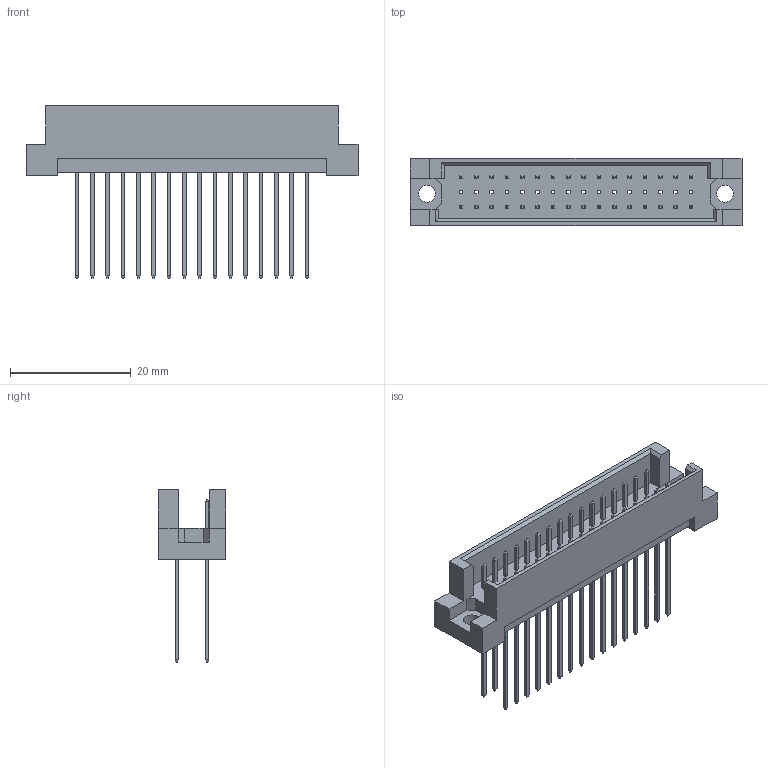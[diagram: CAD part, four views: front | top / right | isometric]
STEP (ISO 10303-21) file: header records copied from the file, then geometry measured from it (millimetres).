
FILE_DESCRIPTION (( 'STEP AP203' ), '1' );
FILE_NAME ('493-132-241-611.STEP', '2019-11-11T20:18:24', ( '' ), ( '' ), 'SwSTEP 2.0', 'SolidWorks 2020', '' );
FILE_SCHEMA (( 'CONFIG_CONTROL_DESIGN' ));
Length unit declared in the file: millimetre
Products named in the file (3): 493-132-241-611; 493-290_41; 493 Part_48
Assembly tree (33 placements, depth 2):
  493-132-241-611
    493 Part_48
    493-290_41  x32
Bounding box: 55 x 11.1 x 28.6 mm (x, y, z)
Volume: 3527.8 mm3; surface area: 5644.6 mm2
Topology: 33 solids, 33 shells, 692 faces, 1618 edges, 992 vertices
Faces by surface type: plane 688, cylinder 4
Entity records: 9823 total; most frequent: CARTESIAN_POINT 1540, ORIENTED_EDGE 1500, DIRECTION 1346, EDGE_CURVE 750, LINE 742, VECTOR 742, VERTEX_POINT 496, EDGE_LOOP 358
